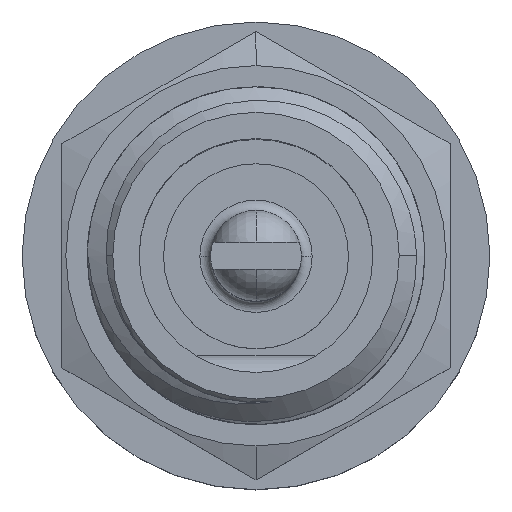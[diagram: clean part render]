
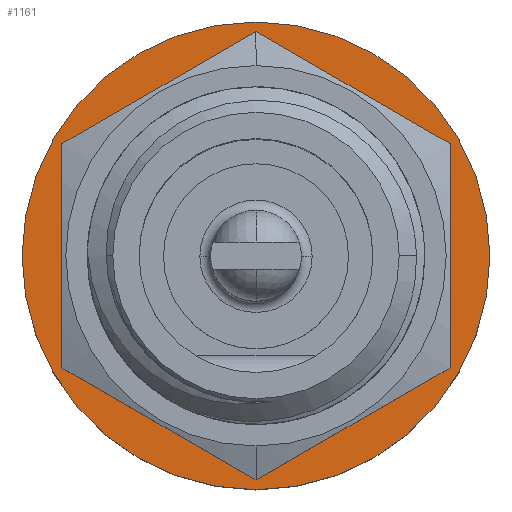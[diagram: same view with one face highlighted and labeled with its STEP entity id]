
A CAD part, top view. The second image highlights one B-rep face of the part: STEP entity #1161.
In plain terms, the highlighted planar face has unit normal (0, 0, 1).
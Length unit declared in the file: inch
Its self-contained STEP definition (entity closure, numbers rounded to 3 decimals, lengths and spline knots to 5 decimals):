
#170 = AXIS2_PLACEMENT_3D ( 'NONE', #2760, #3352, #5434 ) ;
#390 = ORIENTED_EDGE ( 'NONE', *, *, #3911, .F. ) ;
#403 = DIRECTION ( 'NONE',  ( 0., 0., 1. ) ) ;
#510 = CARTESIAN_POINT ( 'NONE',  ( -0.21654, 0., 0.21774 ) ) ;
#875 = AXIS2_PLACEMENT_3D ( 'NONE', #1265, #2309, #1718 ) ;
#904 = DIRECTION ( 'NONE',  ( 0., 0., 1. ) ) ;
#1132 = EDGE_CURVE ( 'NONE', #6471, #1829, #4332, .T. ) ;
#1161 = ADVANCED_FACE ( 'NONE', ( #2840, #6332 ), #6483, .T. ) ;
#1265 = CARTESIAN_POINT ( 'NONE',  ( 0., 0., 0.21774 ) ) ;
#1718 = DIRECTION ( 'NONE',  ( 1., 0., 0. ) ) ;
#1787 = EDGE_CURVE ( 'NONE', #1829, #6471, #5658, .T. ) ;
#1829 = VERTEX_POINT ( 'NONE', #510 ) ;
#2253 = AXIS2_PLACEMENT_3D ( 'NONE', #6115, #904, #4595 ) ;
#2309 = DIRECTION ( 'NONE',  ( 0., 0., 1. ) ) ;
#2346 = ORIENTED_EDGE ( 'NONE', *, *, #1132, .T. ) ;
#2547 = VERTEX_POINT ( 'NONE', #3925 ) ;
#2760 = CARTESIAN_POINT ( 'NONE',  ( 0., 0., 0.21774 ) ) ;
#2840 = FACE_OUTER_BOUND ( 'NONE', #6777, .T. ) ;
#2969 = ORIENTED_EDGE ( 'NONE', *, *, #1787, .T. ) ;
#3352 = DIRECTION ( 'NONE',  ( 0., 0., 1. ) ) ;
#3518 = AXIS2_PLACEMENT_3D ( 'NONE', #4355, #6391, #5948 ) ;
#3556 = DIRECTION ( 'NONE',  ( 1., 0., 0. ) ) ;
#3558 = VERTEX_POINT ( 'NONE', #3838 ) ;
#3838 = CARTESIAN_POINT ( 'NONE',  ( 0.16094, 0., 0.21774 ) ) ;
#3911 = EDGE_CURVE ( 'NONE', #3558, #2547, #5810, .T. ) ;
#3925 = CARTESIAN_POINT ( 'NONE',  ( -0.16094, 0., 0.21774 ) ) ;
#3929 = CIRCLE ( 'NONE', #3518, 0.16094 ) ;
#4332 = CIRCLE ( 'NONE', #170, 0.21654 ) ;
#4355 = CARTESIAN_POINT ( 'NONE',  ( 0., 0., 0.21774 ) ) ;
#4595 = DIRECTION ( 'NONE',  ( 1., 0., 0. ) ) ;
#4705 = CARTESIAN_POINT ( 'NONE',  ( 0., 0., 0.21774 ) ) ;
#4770 = AXIS2_PLACEMENT_3D ( 'NONE', #4705, #403, #3556 ) ;
#5434 = DIRECTION ( 'NONE',  ( 1., 0., 0. ) ) ;
#5544 = CARTESIAN_POINT ( 'NONE',  ( 0.21654, 0., 0.21774 ) ) ;
#5658 = CIRCLE ( 'NONE', #2253, 0.21654 ) ;
#5810 = CIRCLE ( 'NONE', #4770, 0.16094 ) ;
#5948 = DIRECTION ( 'NONE',  ( 1., 0., 0. ) ) ;
#6115 = CARTESIAN_POINT ( 'NONE',  ( 0., 0., 0.21774 ) ) ;
#6185 = EDGE_CURVE ( 'NONE', #2547, #3558, #3929, .T. ) ;
#6332 = FACE_BOUND ( 'NONE', #6468, .T. ) ;
#6391 = DIRECTION ( 'NONE',  ( 0., 0., 1. ) ) ;
#6468 = EDGE_LOOP ( 'NONE', ( #6733, #390 ) ) ;
#6471 = VERTEX_POINT ( 'NONE', #5544 ) ;
#6483 = PLANE ( 'NONE',  #875 ) ;
#6733 = ORIENTED_EDGE ( 'NONE', *, *, #6185, .F. ) ;
#6777 = EDGE_LOOP ( 'NONE', ( #2969, #2346 ) ) ;
